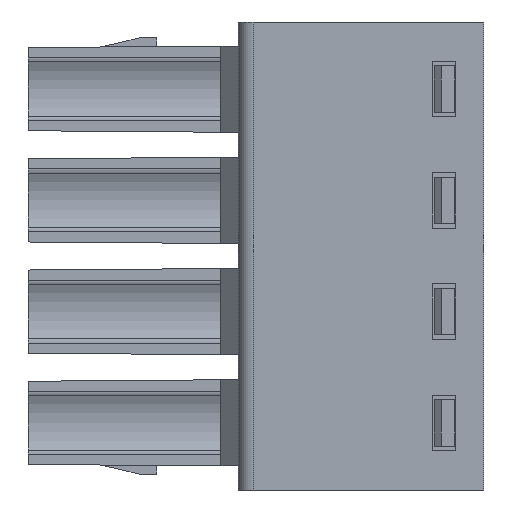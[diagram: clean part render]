
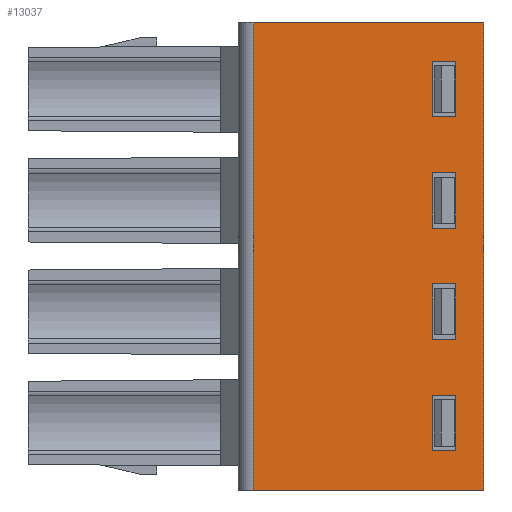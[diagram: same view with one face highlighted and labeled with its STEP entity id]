
A CAD part, left-side view. The second image highlights one B-rep face of the part: STEP entity #13037.
In plain terms, the highlighted planar face has unit normal (-1, 0, 0).
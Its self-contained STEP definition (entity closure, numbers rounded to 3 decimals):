
#1713=DIRECTION('',(0.,0.,-1.));
#1714=VECTOR('',#1713,16.03);
#1715=CARTESIAN_POINT('',(-5.55,0.05,-5.32));
#1716=LINE('',#1715,#1714);
#1721=DIRECTION('',(0.,0.,-1.));
#1722=VECTOR('',#1721,16.03);
#1723=CARTESIAN_POINT('',(-5.55,-7.85,-5.32));
#1724=LINE('',#1723,#1722);
#1725=DIRECTION('',(0.,1.,0.));
#1726=VECTOR('',#1725,7.9);
#1727=CARTESIAN_POINT('',(-5.55,-7.85,-21.35));
#1728=LINE('',#1727,#1726);
#1729=DIRECTION('',(0.,1.,0.));
#1730=VECTOR('',#1729,0.8);
#1731=CARTESIAN_POINT('',(-5.55,-6.9,-18.1));
#1732=LINE('',#1731,#1730);
#1733=DIRECTION('',(0.,1.,0.));
#1734=VECTOR('',#1733,0.8);
#1735=CARTESIAN_POINT('',(-5.55,-6.9,-6.67));
#1736=LINE('',#1735,#1734);
#1737=DIRECTION('',(0.,1.,0.));
#1738=VECTOR('',#1737,0.8);
#1739=CARTESIAN_POINT('',(-5.55,-6.9,-10.48));
#1740=LINE('',#1739,#1738);
#1741=DIRECTION('',(0.,1.,0.));
#1742=VECTOR('',#1741,0.8);
#1743=CARTESIAN_POINT('',(-5.55,-6.9,-14.29));
#1744=LINE('',#1743,#1742);
#2540=DIRECTION('',(0.,1.,0.));
#2541=VECTOR('',#2540,7.9);
#2542=CARTESIAN_POINT('',(-5.55,-7.85,-5.32));
#2543=LINE('',#2542,#2541);
#7898=DIRECTION('',(0.,0.,-1.));
#7899=VECTOR('',#7898,1.9);
#7900=CARTESIAN_POINT('',(-5.55,-6.9,-18.1));
#7901=LINE('',#7900,#7899);
#7906=DIRECTION('',(0.,0.,1.));
#7907=VECTOR('',#7906,1.9);
#7908=CARTESIAN_POINT('',(-5.55,-6.1,-20.));
#7909=LINE('',#7908,#7907);
#7918=DIRECTION('',(0.,1.,0.));
#7919=VECTOR('',#7918,0.8);
#7920=CARTESIAN_POINT('',(-5.55,-6.9,-20.));
#7921=LINE('',#7920,#7919);
#7930=DIRECTION('',(0.,0.,-1.));
#7931=VECTOR('',#7930,1.9);
#7932=CARTESIAN_POINT('',(-5.55,-6.9,-6.67));
#7933=LINE('',#7932,#7931);
#7946=DIRECTION('',(0.,1.,0.));
#7947=VECTOR('',#7946,0.8);
#7948=CARTESIAN_POINT('',(-5.55,-6.9,-8.57));
#7949=LINE('',#7948,#7947);
#7962=DIRECTION('',(0.,0.,1.));
#7963=VECTOR('',#7962,1.9);
#7964=CARTESIAN_POINT('',(-5.55,-6.1,-8.57));
#7965=LINE('',#7964,#7963);
#7970=DIRECTION('',(0.,0.,-1.));
#7971=VECTOR('',#7970,1.9);
#7972=CARTESIAN_POINT('',(-5.55,-6.9,-10.48));
#7973=LINE('',#7972,#7971);
#7986=DIRECTION('',(0.,1.,0.));
#7987=VECTOR('',#7986,0.8);
#7988=CARTESIAN_POINT('',(-5.55,-6.9,-12.38));
#7989=LINE('',#7988,#7987);
#8002=DIRECTION('',(0.,0.,1.));
#8003=VECTOR('',#8002,1.9);
#8004=CARTESIAN_POINT('',(-5.55,-6.1,-12.38));
#8005=LINE('',#8004,#8003);
#8010=DIRECTION('',(0.,0.,-1.));
#8011=VECTOR('',#8010,1.9);
#8012=CARTESIAN_POINT('',(-5.55,-6.9,-14.29));
#8013=LINE('',#8012,#8011);
#8026=DIRECTION('',(0.,1.,0.));
#8027=VECTOR('',#8026,0.8);
#8028=CARTESIAN_POINT('',(-5.55,-6.9,-16.19));
#8029=LINE('',#8028,#8027);
#8042=DIRECTION('',(0.,0.,1.));
#8043=VECTOR('',#8042,1.9);
#8044=CARTESIAN_POINT('',(-5.55,-6.1,-16.19));
#8045=LINE('',#8044,#8043);
#8116=CARTESIAN_POINT('',(-5.55,-7.85,-5.32));
#8117=VERTEX_POINT('',#8116);
#8118=CARTESIAN_POINT('',(-5.55,0.05,-5.32));
#8119=VERTEX_POINT('',#8118);
#8707=CARTESIAN_POINT('',(-5.55,-6.9,-6.67));
#8708=CARTESIAN_POINT('',(-5.55,-6.1,-6.67));
#8709=VERTEX_POINT('',#8707);
#8710=VERTEX_POINT('',#8708);
#9461=CARTESIAN_POINT('',(-5.55,-7.85,-21.35));
#9462=VERTEX_POINT('',#9461);
#9463=CARTESIAN_POINT('',(-5.55,0.05,-21.35));
#9464=VERTEX_POINT('',#9463);
#9465=CARTESIAN_POINT('',(-5.55,-6.9,-20.));
#9466=CARTESIAN_POINT('',(-5.55,-6.1,-20.));
#9467=VERTEX_POINT('',#9465);
#9468=VERTEX_POINT('',#9466);
#9681=CARTESIAN_POINT('',(-5.55,-6.9,-8.57));
#9682=CARTESIAN_POINT('',(-5.55,-6.1,-8.57));
#9683=VERTEX_POINT('',#9681);
#9684=VERTEX_POINT('',#9682);
#9685=CARTESIAN_POINT('',(-5.55,-6.9,-10.48));
#9686=CARTESIAN_POINT('',(-5.55,-6.1,-10.48));
#9687=VERTEX_POINT('',#9685);
#9688=VERTEX_POINT('',#9686);
#9996=CARTESIAN_POINT('',(-5.55,-6.9,-12.38));
#9997=CARTESIAN_POINT('',(-5.55,-6.1,-12.38));
#9998=VERTEX_POINT('',#9996);
#9999=VERTEX_POINT('',#9997);
#10000=CARTESIAN_POINT('',(-5.55,-6.9,-14.29));
#10001=CARTESIAN_POINT('',(-5.55,-6.1,-14.29));
#10002=VERTEX_POINT('',#10000);
#10003=VERTEX_POINT('',#10001);
#10311=CARTESIAN_POINT('',(-5.55,-6.9,-16.19));
#10312=CARTESIAN_POINT('',(-5.55,-6.1,-16.19));
#10313=VERTEX_POINT('',#10311);
#10314=VERTEX_POINT('',#10312);
#10315=CARTESIAN_POINT('',(-5.55,-6.9,-18.1));
#10316=CARTESIAN_POINT('',(-5.55,-6.1,-18.1));
#10317=VERTEX_POINT('',#10315);
#10318=VERTEX_POINT('',#10316);
#12983=CARTESIAN_POINT('',(-5.55,-3.85,-11.43));
#12984=DIRECTION('',(1.,0.,0.));
#12985=DIRECTION('',(0.,-1.,0.));
#12986=AXIS2_PLACEMENT_3D('',#12983,#12984,#12985);
#12987=PLANE('',#12986);
#12989=ORIENTED_EDGE('',*,*,#12988,.T.);
#12991=ORIENTED_EDGE('',*,*,#12990,.T.);
#12992=ORIENTED_EDGE('',*,*,#12973,.F.);
#12994=ORIENTED_EDGE('',*,*,#12993,.F.);
#12995=EDGE_LOOP('',(#12989,#12991,#12992,#12994));
#12996=FACE_OUTER_BOUND('',#12995,.F.);
#12998=ORIENTED_EDGE('',*,*,#12997,.F.);
#13000=ORIENTED_EDGE('',*,*,#12999,.F.);
#13002=ORIENTED_EDGE('',*,*,#13001,.F.);
#13004=ORIENTED_EDGE('',*,*,#13003,.T.);
#13005=EDGE_LOOP('',(#12998,#13000,#13002,#13004));
#13006=FACE_BOUND('',#13005,.F.);
#13008=ORIENTED_EDGE('',*,*,#13007,.F.);
#13010=ORIENTED_EDGE('',*,*,#13009,.F.);
#13012=ORIENTED_EDGE('',*,*,#13011,.F.);
#13014=ORIENTED_EDGE('',*,*,#13013,.T.);
#13015=EDGE_LOOP('',(#13008,#13010,#13012,#13014));
#13016=FACE_BOUND('',#13015,.F.);
#13018=ORIENTED_EDGE('',*,*,#13017,.F.);
#13020=ORIENTED_EDGE('',*,*,#13019,.F.);
#13022=ORIENTED_EDGE('',*,*,#13021,.F.);
#13024=ORIENTED_EDGE('',*,*,#13023,.T.);
#13025=EDGE_LOOP('',(#13018,#13020,#13022,#13024));
#13026=FACE_BOUND('',#13025,.F.);
#13028=ORIENTED_EDGE('',*,*,#13027,.F.);
#13030=ORIENTED_EDGE('',*,*,#13029,.F.);
#13032=ORIENTED_EDGE('',*,*,#13031,.F.);
#13034=ORIENTED_EDGE('',*,*,#13033,.T.);
#13035=EDGE_LOOP('',(#13028,#13030,#13032,#13034));
#13036=FACE_BOUND('',#13035,.F.);
#12973=EDGE_CURVE('',#8119,#9464,#1716,.T.);
#12988=EDGE_CURVE('',#8117,#9462,#1724,.T.);
#12990=EDGE_CURVE('',#9462,#9464,#1728,.T.);
#12993=EDGE_CURVE('',#8117,#8119,#2543,.T.);
#12997=EDGE_CURVE('',#9468,#10318,#7909,.T.);
#12999=EDGE_CURVE('',#9467,#9468,#7921,.T.);
#13001=EDGE_CURVE('',#10317,#9467,#7901,.T.);
#13003=EDGE_CURVE('',#10317,#10318,#1732,.T.);
#13007=EDGE_CURVE('',#9684,#8710,#7965,.T.);
#13009=EDGE_CURVE('',#9683,#9684,#7949,.T.);
#13011=EDGE_CURVE('',#8709,#9683,#7933,.T.);
#13013=EDGE_CURVE('',#8709,#8710,#1736,.T.);
#13017=EDGE_CURVE('',#9999,#9688,#8005,.T.);
#13019=EDGE_CURVE('',#9998,#9999,#7989,.T.);
#13021=EDGE_CURVE('',#9687,#9998,#7973,.T.);
#13023=EDGE_CURVE('',#9687,#9688,#1740,.T.);
#13027=EDGE_CURVE('',#10314,#10003,#8045,.T.);
#13029=EDGE_CURVE('',#10313,#10314,#8029,.T.);
#13031=EDGE_CURVE('',#10002,#10313,#8013,.T.);
#13033=EDGE_CURVE('',#10002,#10003,#1744,.T.);
#13037=ADVANCED_FACE('',(#12996,#13006,#13016,#13026,#13036),#12987,.F.);
